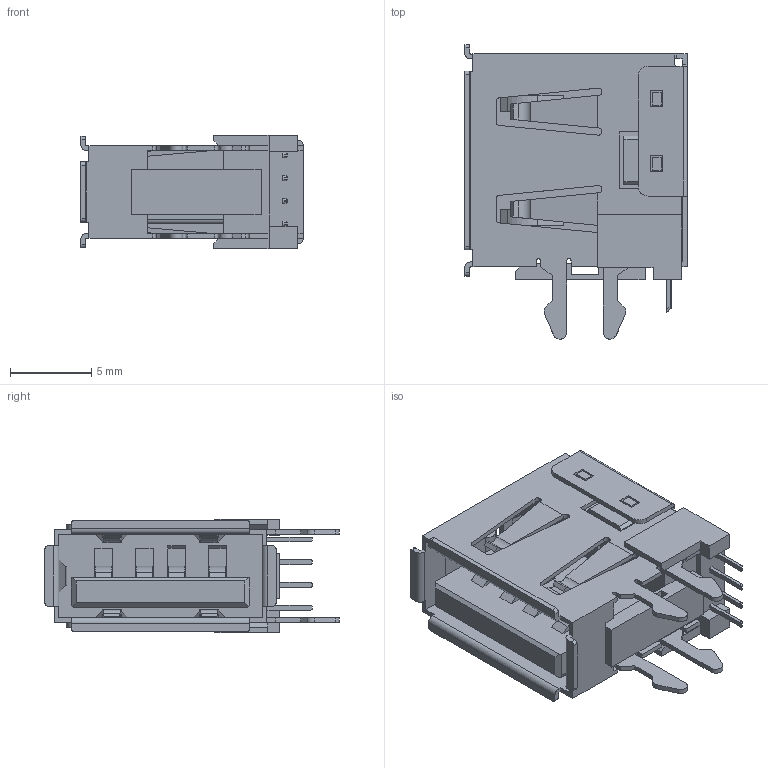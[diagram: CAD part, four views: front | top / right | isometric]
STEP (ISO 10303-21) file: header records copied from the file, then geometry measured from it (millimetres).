
FILE_DESCRIPTION((''),'2;1');
FILE_NAME('673298021','2019-01-23T',('gga'),(''),'PRO/ENGINEER BY PARAMETRIC TECHNOLOGY CORPORATION, 2016010','PRO/ENGINEER BY PARAMETRIC TECHNOLOGY CORPORATION, 2016010','');
FILE_SCHEMA(('CONFIG_CONTROL_DESIGN'));
Length unit declared in the file: millimetre
Products named in the file (1): 673298021
Bounding box: 13.68 x 18.12 x 7 mm (x, y, z)
Volume: 565.1 mm3; surface area: 1568.7 mm2
Topology: 1 solids, 1 shells, 459 faces, 1373 edges, 909 vertices
Faces by surface type: plane 355, cylinder 104
Entity records: 15432 total; most frequent: CARTESIAN_POINT 2882, ORIENTED_EDGE 2698, DIRECTION 2443, EDGE_CURVE 1349, VECTOR 1143, LINE 1143, VERTEX_POINT 885, AXIS2_PLACEMENT_3D 650
